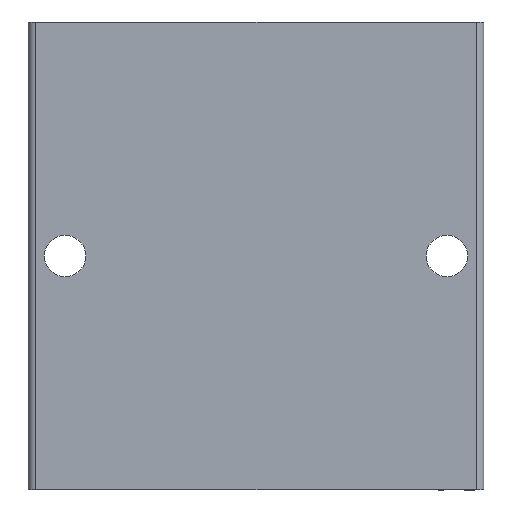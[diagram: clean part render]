
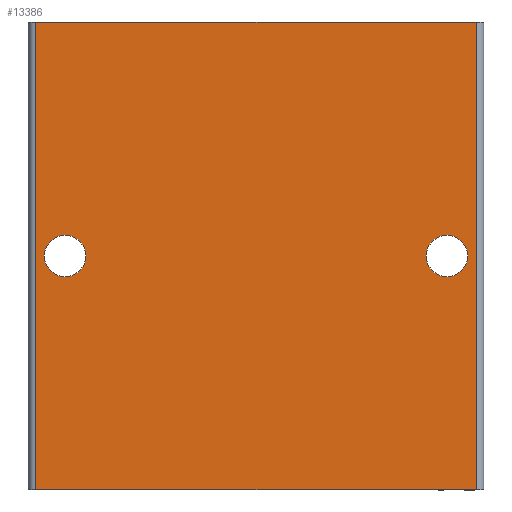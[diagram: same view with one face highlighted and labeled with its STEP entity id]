
A CAD part, front view. The second image highlights one B-rep face of the part: STEP entity #13386.
In plain terms, the highlighted planar face has unit normal (0, -1, 0).
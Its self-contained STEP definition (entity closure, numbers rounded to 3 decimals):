
#216 = DIRECTION ( 'NONE',  ( 0., 0., 1. ) ) ;
#577 = DIRECTION ( 'NONE',  ( 0., 1., 0. ) ) ;
#874 = VERTEX_POINT ( 'NONE', #21995 ) ;
#1069 = ORIENTED_EDGE ( 'NONE', *, *, #16977, .T. ) ;
#1081 = EDGE_CURVE ( 'NONE', #5742, #22463, #22038, .T. ) ;
#1125 = CARTESIAN_POINT ( 'NONE',  ( -47.3, -37.45, -60.35 ) ) ;
#1598 = AXIS2_PLACEMENT_3D ( 'NONE', #6846, #5097, #13826 ) ;
#1820 = DIRECTION ( 'NONE',  ( 0., 1., 0. ) ) ;
#2039 = CARTESIAN_POINT ( 'NONE',  ( 66.2, -37.45, 60.35 ) ) ;
#2462 = AXIS2_PLACEMENT_3D ( 'NONE', #10916, #577, #16202 ) ;
#2736 = CIRCLE ( 'NONE', #20668, 5.35 ) ;
#3534 = VERTEX_POINT ( 'NONE', #12425 ) ;
#3612 = CIRCLE ( 'NONE', #2462, 5.35 ) ;
#3894 = EDGE_CURVE ( 'NONE', #3534, #13215, #14957, .T. ) ;
#4226 = DIRECTION ( 'NONE',  ( 0., 1., 0. ) ) ;
#5097 = DIRECTION ( 'NONE',  ( 0., 1., 0. ) ) ;
#5345 = CARTESIAN_POINT ( 'NONE',  ( 66.2, -37.45, 60.35 ) ) ;
#5421 = LINE ( 'NONE', #21157, #22092 ) ;
#5645 = DIRECTION ( 'NONE',  ( 1., 0., 0. ) ) ;
#5742 = VERTEX_POINT ( 'NONE', #9124 ) ;
#5886 = ORIENTED_EDGE ( 'NONE', *, *, #11370, .T. ) ;
#6846 = CARTESIAN_POINT ( 'NONE',  ( -39.8, -37.45, 0. ) ) ;
#6871 = EDGE_LOOP ( 'NONE', ( #12031, #1069 ) ) ;
#7000 = FACE_OUTER_BOUND ( 'NONE', #7233, .T. ) ;
#7072 = CARTESIAN_POINT ( 'NONE',  ( -49.3, -37.45, -60.35 ) ) ;
#7233 = EDGE_LOOP ( 'NONE', ( #5886, #10655, #11874, #12872 ) ) ;
#7686 = CARTESIAN_POINT ( 'NONE',  ( 53.35, -37.45, 0. ) ) ;
#8419 = LINE ( 'NONE', #5345, #15015 ) ;
#8931 = DIRECTION ( 'NONE',  ( -1., 0., 0. ) ) ;
#9124 = CARTESIAN_POINT ( 'NONE',  ( -47.3, -37.45, 60.35 ) ) ;
#9166 = CARTESIAN_POINT ( 'NONE',  ( -49.3, -37.45, 60.35 ) ) ;
#9208 = FACE_BOUND ( 'NONE', #6871, .T. ) ;
#9291 = VERTEX_POINT ( 'NONE', #12260 ) ;
#10655 = ORIENTED_EDGE ( 'NONE', *, *, #11941, .T. ) ;
#10769 = EDGE_CURVE ( 'NONE', #11538, #9291, #2736, .T. ) ;
#10857 = DIRECTION ( 'NONE',  ( 0., 1., 0. ) ) ;
#10916 = CARTESIAN_POINT ( 'NONE',  ( -39.8, -37.45, 0. ) ) ;
#10944 = DIRECTION ( 'NONE',  ( -1., 0., 0. ) ) ;
#10945 = CARTESIAN_POINT ( 'NONE',  ( 58.7, -37.45, 0. ) ) ;
#11171 = EDGE_CURVE ( 'NONE', #9291, #11538, #11766, .T. ) ;
#11370 = EDGE_CURVE ( 'NONE', #22463, #874, #18864, .T. ) ;
#11538 = VERTEX_POINT ( 'NONE', #7686 ) ;
#11573 = ORIENTED_EDGE ( 'NONE', *, *, #11171, .T. ) ;
#11766 = CIRCLE ( 'NONE', #16447, 5.35 ) ;
#11874 = ORIENTED_EDGE ( 'NONE', *, *, #12447, .F. ) ;
#11941 = EDGE_CURVE ( 'NONE', #874, #22587, #8419, .T. ) ;
#12003 = DIRECTION ( 'NONE',  ( 1., 0., 0. ) ) ;
#12031 = ORIENTED_EDGE ( 'NONE', *, *, #3894, .T. ) ;
#12260 = CARTESIAN_POINT ( 'NONE',  ( 64.05, -37.45, 0. ) ) ;
#12425 = CARTESIAN_POINT ( 'NONE',  ( -45.15, -37.45, 0. ) ) ;
#12447 = EDGE_CURVE ( 'NONE', #5742, #22587, #5421, .T. ) ;
#12872 = ORIENTED_EDGE ( 'NONE', *, *, #1081, .T. ) ;
#13215 = VERTEX_POINT ( 'NONE', #13534 ) ;
#13386 = ADVANCED_FACE ( 'NONE', ( #13858, #9208, #7000 ), #14459, .F. ) ;
#13534 = CARTESIAN_POINT ( 'NONE',  ( -34.45, -37.45, 0. ) ) ;
#13775 = ORIENTED_EDGE ( 'NONE', *, *, #10769, .T. ) ;
#13826 = DIRECTION ( 'NONE',  ( -1., 0., 0. ) ) ;
#13858 = FACE_BOUND ( 'NONE', #19905, .T. ) ;
#14213 = VECTOR ( 'NONE', #12003, 1000. ) ;
#14459 = PLANE ( 'NONE',  #20281 ) ;
#14710 = CARTESIAN_POINT ( 'NONE',  ( 58.7, -37.45, 0. ) ) ;
#14957 = CIRCLE ( 'NONE', #1598, 5.35 ) ;
#15015 = VECTOR ( 'NONE', #216, 1000. ) ;
#16202 = DIRECTION ( 'NONE',  ( -1., 0., 0. ) ) ;
#16447 = AXIS2_PLACEMENT_3D ( 'NONE', #10945, #1820, #8931 ) ;
#16977 = EDGE_CURVE ( 'NONE', #13215, #3534, #3612, .T. ) ;
#17082 = CARTESIAN_POINT ( 'NONE',  ( -47.3, -37.45, 60.35 ) ) ;
#18234 = DIRECTION ( 'NONE',  ( -1., 0., 0. ) ) ;
#18853 = DIRECTION ( 'NONE',  ( 0., 0., -1. ) ) ;
#18864 = LINE ( 'NONE', #7072, #14213 ) ;
#19905 = EDGE_LOOP ( 'NONE', ( #13775, #11573 ) ) ;
#20281 = AXIS2_PLACEMENT_3D ( 'NONE', #9166, #10857, #10944 ) ;
#20668 = AXIS2_PLACEMENT_3D ( 'NONE', #14710, #4226, #18234 ) ;
#20928 = VECTOR ( 'NONE', #18853, 1000. ) ;
#21157 = CARTESIAN_POINT ( 'NONE',  ( -49.3, -37.45, 60.35 ) ) ;
#21995 = CARTESIAN_POINT ( 'NONE',  ( 66.2, -37.45, -60.35 ) ) ;
#22038 = LINE ( 'NONE', #17082, #20928 ) ;
#22092 = VECTOR ( 'NONE', #5645, 1000. ) ;
#22463 = VERTEX_POINT ( 'NONE', #1125 ) ;
#22587 = VERTEX_POINT ( 'NONE', #2039 ) ;
